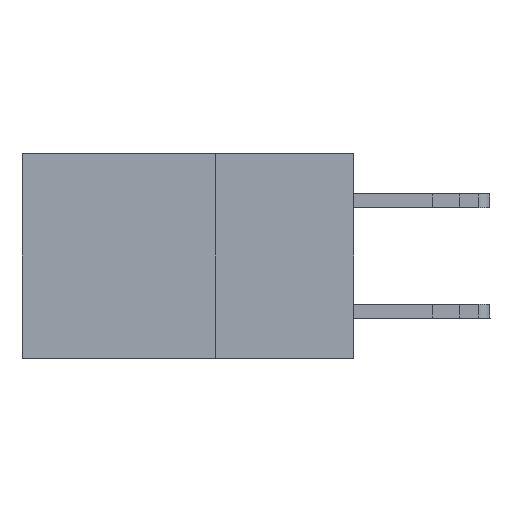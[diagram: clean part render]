
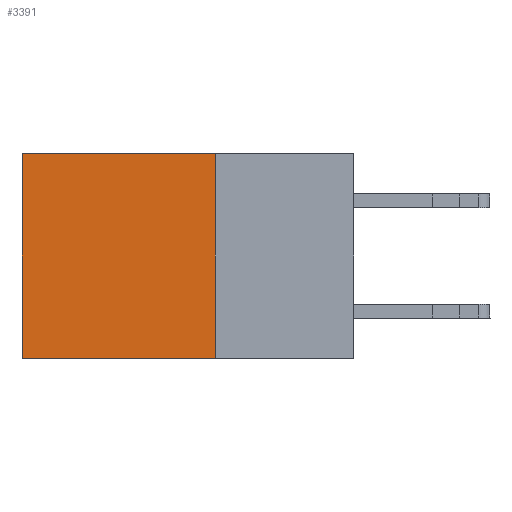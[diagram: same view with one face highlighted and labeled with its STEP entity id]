
A CAD part, left-side view. The second image highlights one B-rep face of the part: STEP entity #3391.
In plain terms, the highlighted planar face has unit normal (-1, 0, 0).
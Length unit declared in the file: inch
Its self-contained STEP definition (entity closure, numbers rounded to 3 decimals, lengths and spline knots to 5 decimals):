
#201 = VECTOR ( 'NONE', #8635, 39.37008 ) ;
#411 = CARTESIAN_POINT ( 'NONE',  ( 0.2875, 0.25, 0. ) ) ;
#790 = LINE ( 'NONE', #2033, #10974 ) ;
#959 = VERTEX_POINT ( 'NONE', #15739 ) ;
#1602 = FACE_OUTER_BOUND ( 'NONE', #4030, .T. ) ;
#2033 = CARTESIAN_POINT ( 'NONE',  ( 0.2875, 0.25, -0.37 ) ) ;
#2162 = LINE ( 'NONE', #2323, #201 ) ;
#2323 = CARTESIAN_POINT ( 'NONE',  ( 0.2875, 0.25, 0. ) ) ;
#3391 = ADVANCED_FACE ( 'NONE', ( #1602 ), #5202, .F. ) ;
#4030 = EDGE_LOOP ( 'NONE', ( #6407, #12955, #9147, #10627 ) ) ;
#4338 = EDGE_CURVE ( 'NONE', #12133, #10364, #790, .T. ) ;
#5016 = CARTESIAN_POINT ( 'NONE',  ( 0.2875, 0.25, 0. ) ) ;
#5098 = CARTESIAN_POINT ( 'NONE',  ( 0.2875, 0.6, -0.37 ) ) ;
#5202 = PLANE ( 'NONE',  #13726 ) ;
#5445 = EDGE_CURVE ( 'NONE', #7626, #959, #2162, .T. ) ;
#6407 = ORIENTED_EDGE ( 'NONE', *, *, #7412, .T. ) ;
#6867 = VECTOR ( 'NONE', #13800, 39.37008 ) ;
#7140 = VECTOR ( 'NONE', #12903, 39.37008 ) ;
#7334 = DIRECTION ( 'NONE',  ( 0., 1., 0. ) ) ;
#7412 = EDGE_CURVE ( 'NONE', #959, #10364, #15066, .T. ) ;
#7626 = VERTEX_POINT ( 'NONE', #411 ) ;
#8137 = DIRECTION ( 'NONE',  ( 0., 0., -1. ) ) ;
#8635 = DIRECTION ( 'NONE',  ( 0., 1., 0. ) ) ;
#8711 = CARTESIAN_POINT ( 'NONE',  ( 0.2875, 0.6, 0. ) ) ;
#9147 = ORIENTED_EDGE ( 'NONE', *, *, #12538, .F. ) ;
#10364 = VERTEX_POINT ( 'NONE', #5098 ) ;
#10627 = ORIENTED_EDGE ( 'NONE', *, *, #5445, .T. ) ;
#10974 = VECTOR ( 'NONE', #7334, 39.37008 ) ;
#11594 = CARTESIAN_POINT ( 'NONE',  ( 0.2875, 0.25, -0.37 ) ) ;
#12133 = VERTEX_POINT ( 'NONE', #11594 ) ;
#12538 = EDGE_CURVE ( 'NONE', #7626, #12133, #12823, .T. ) ;
#12823 = LINE ( 'NONE', #5016, #7140 ) ;
#12903 = DIRECTION ( 'NONE',  ( 0., 0., -1. ) ) ;
#12955 = ORIENTED_EDGE ( 'NONE', *, *, #4338, .F. ) ;
#12996 = DIRECTION ( 'NONE',  ( 1., 0., 0. ) ) ;
#13726 = AXIS2_PLACEMENT_3D ( 'NONE', #15519, #12996, #8137 ) ;
#13800 = DIRECTION ( 'NONE',  ( 0., 0., -1. ) ) ;
#15066 = LINE ( 'NONE', #8711, #6867 ) ;
#15519 = CARTESIAN_POINT ( 'NONE',  ( 0.2875, 0.25, 0. ) ) ;
#15739 = CARTESIAN_POINT ( 'NONE',  ( 0.2875, 0.6, 0. ) ) ;
